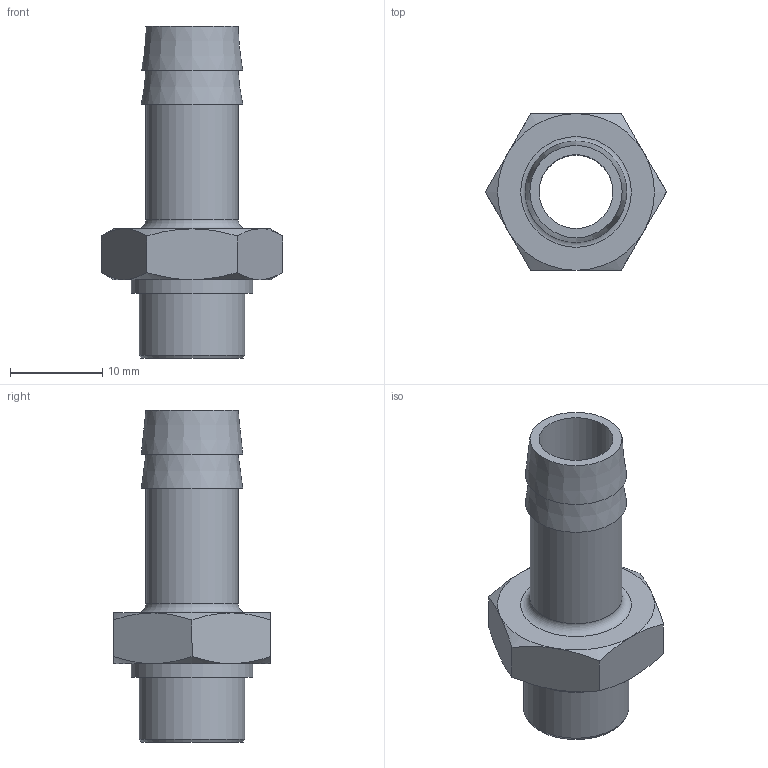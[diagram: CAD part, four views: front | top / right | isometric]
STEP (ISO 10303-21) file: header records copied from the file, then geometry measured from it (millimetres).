
FILE_DESCRIPTION(( 'RA.30.10.14.STP' ), '1');
FILE_NAME( 'RA.30.10.14.STP', '2018-10-11T14:29:56',( 'Sopra'),('sopra-pneumatic.com'), 'SwSTEP 2.0','SolidWorks 2009','' );
FILE_SCHEMA (('AUTOMOTIVE_DESIGN { 1 0 10303 214 1 1 1 1 }'));
Length unit declared in the file: millimetre
Bounding box: 19.63 x 17 x 36 mm (x, y, z)
Volume: 2252.7 mm3; surface area: 2625.2 mm2
Topology: 1 solids, 1 shells, 34 faces, 70 edges, 43 vertices
Faces by surface type: cone 16, plane 13, cylinder 4, torus 1
Full cylindrical faces by diameter (mm): 8 x1, 10 x1, 11.445 x1, 13.157 x1
Entity records: 1428 total; most frequent: DIRECTION 176, CARTESIAN_POINT 130, PRESENTATION_STYLE_ASSIGNMENT 115, COLOUR_RGB 115, DRAUGHTING_PRE_DEFINED_CURVE_FONT 114, CURVE_STYLE 114, OVER_RIDING_STYLED_ITEM 114, ORIENTED_EDGE 114
